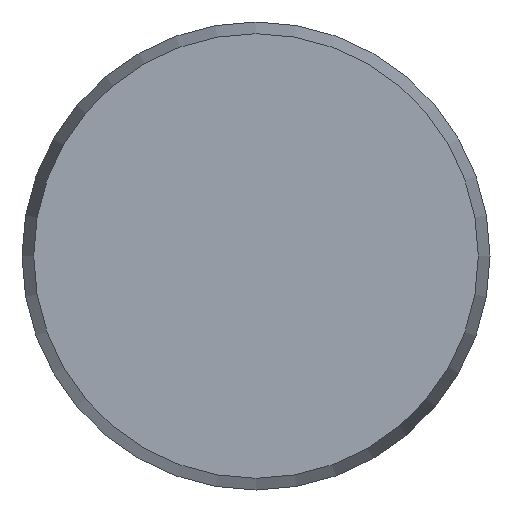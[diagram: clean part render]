
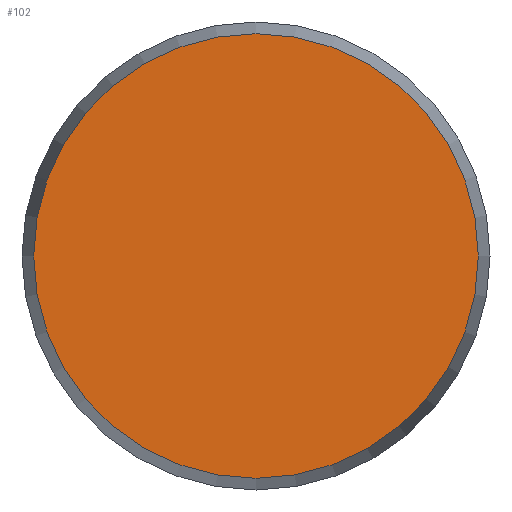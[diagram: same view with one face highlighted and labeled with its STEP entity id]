
A CAD part, front view. The second image highlights one B-rep face of the part: STEP entity #102.
In plain terms, the highlighted planar face has unit normal (0, -1, 0).
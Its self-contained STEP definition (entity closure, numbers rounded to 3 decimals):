
#102 = ADVANCED_FACE( '', ( #239 ), #240, .F. );
#239 = FACE_OUTER_BOUND( '', #416, .T. );
#240 = PLANE( '', #417 );
#416 = EDGE_LOOP( '', ( #645 ) );
#417 = AXIS2_PLACEMENT_3D( '', #646, #647, #648 );
#645 = ORIENTED_EDGE( '', *, *, #982, .T. );
#646 = CARTESIAN_POINT( '', ( 28.5, 0., 0. ) );
#647 = DIRECTION( '', ( 0., 1., 0. ) );
#648 = DIRECTION( '', ( 0., 0., 1. ) );
#982 = EDGE_CURVE( '', #1153, #1153, #1154, .T. );
#1153 = VERTEX_POINT( '', #1415 );
#1154 = CIRCLE( '', #1416, 28.5 );
#1415 = CARTESIAN_POINT( '', ( 0., 0., -28.5 ) );
#1416 = AXIS2_PLACEMENT_3D( '', #1765, #1766, #1767 );
#1765 = CARTESIAN_POINT( '', ( 0., 0., 0. ) );
#1766 = DIRECTION( '', ( 0., -1., 0. ) );
#1767 = DIRECTION( '', ( 0., 0., -1. ) );
